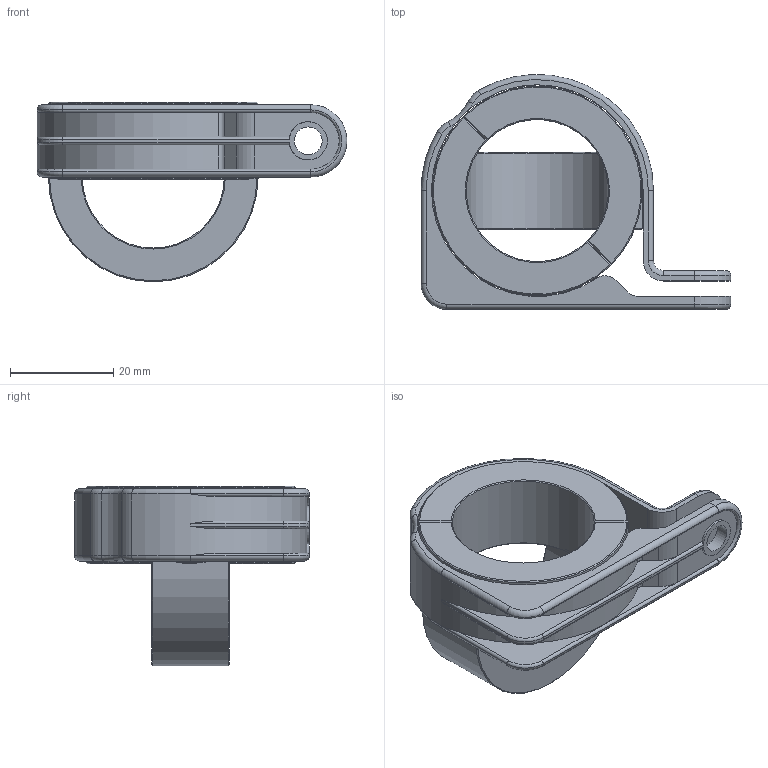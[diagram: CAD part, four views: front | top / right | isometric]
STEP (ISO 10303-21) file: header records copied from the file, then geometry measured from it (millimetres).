
FILE_DESCRIPTION( ( 'Unknown' ), '1' );
FILE_NAME( '74271358.stp', 'Unknown', ( 'Unknown' ), ( 'Unknown' ), 'PSStep 13.0', 'Unknown', ' ' );
FILE_SCHEMA( ( 'AUTOMOTIVE_DESIGN { 1 0 10303 214 1 1 1 1 }' ) );
Length unit declared in the file: millimetre
Products named in the file (3): Assem1; Nylon_housing; 7427025
Bounding box: 60 x 45.48 x 34.8 mm (x, y, z)
Volume: 26045.2 mm3; surface area: 19784.5 mm2
Topology: 5 solids, 5 shells, 208 faces, 496 edges, 298 vertices
Faces by surface type: cylinder 80, plane 74, torus 42, cone 12
Full cylindrical faces by diameter (mm): 5.4 x2
Entity records: 3693 total; most frequent: CARTESIAN_POINT 553, DIRECTION 537, ORIENTED_EDGE 464, EDGE_CURVE 232, AXIS2_PLACEMENT_3D 220, VERTEX_POINT 140, CIRCLE 119, EDGE_LOOP 102
